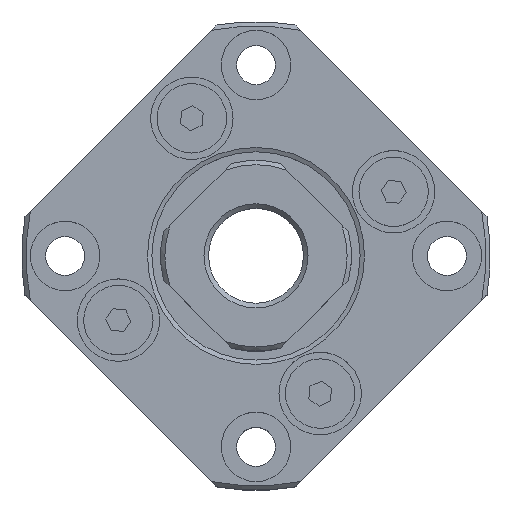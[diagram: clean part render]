
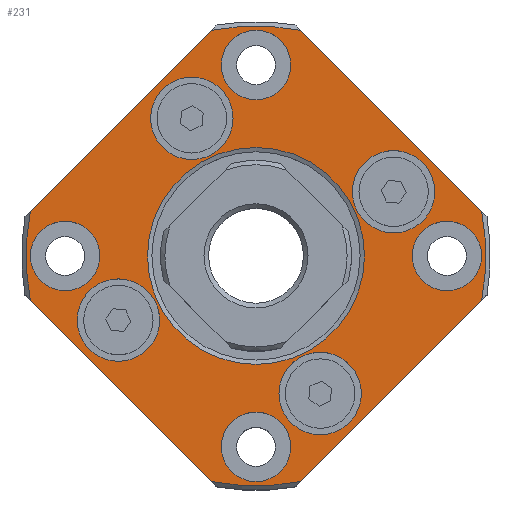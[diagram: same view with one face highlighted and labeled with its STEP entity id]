
A CAD part, top view. The second image highlights one B-rep face of the part: STEP entity #231.
In plain terms, the highlighted face is planar.
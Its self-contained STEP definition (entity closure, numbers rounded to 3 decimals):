
#231 = ADVANCED_FACE( '', ( #486, #487, #488, #489, #490, #491, #492, #493, #494, #495 ), #496, .F. );
#486 = FACE_OUTER_BOUND( '', #861, .T. );
#487 = FACE_BOUND( '', #862, .T. );
#488 = FACE_BOUND( '', #863, .T. );
#489 = FACE_BOUND( '', #864, .T. );
#490 = FACE_BOUND( '', #865, .T. );
#491 = FACE_BOUND( '', #866, .T. );
#492 = FACE_BOUND( '', #867, .T. );
#493 = FACE_BOUND( '', #868, .T. );
#494 = FACE_BOUND( '', #869, .T. );
#495 = FACE_BOUND( '', #870, .T. );
#496 = PLANE( '', #871 );
#861 = EDGE_LOOP( '', ( #1459, #1460, #1461, #1462, #1463, #1464, #1465, #1466 ) );
#862 = EDGE_LOOP( '', ( #1467 ) );
#863 = EDGE_LOOP( '', ( #1468 ) );
#864 = EDGE_LOOP( '', ( #1469 ) );
#865 = EDGE_LOOP( '', ( #1470 ) );
#866 = EDGE_LOOP( '', ( #1471 ) );
#867 = EDGE_LOOP( '', ( #1472 ) );
#868 = EDGE_LOOP( '', ( #1473 ) );
#869 = EDGE_LOOP( '', ( #1474 ) );
#870 = EDGE_LOOP( '', ( #1475 ) );
#871 = AXIS2_PLACEMENT_3D( '', #1476, #1477, #1478 );
#1459 = ORIENTED_EDGE( '', *, *, #2262, .F. );
#1460 = ORIENTED_EDGE( '', *, *, #2263, .F. );
#1461 = ORIENTED_EDGE( '', *, *, #2264, .F. );
#1462 = ORIENTED_EDGE( '', *, *, #2265, .F. );
#1463 = ORIENTED_EDGE( '', *, *, #2266, .F. );
#1464 = ORIENTED_EDGE( '', *, *, #2267, .F. );
#1465 = ORIENTED_EDGE( '', *, *, #2141, .F. );
#1466 = ORIENTED_EDGE( '', *, *, #2268, .F. );
#1467 = ORIENTED_EDGE( '', *, *, #2231, .F. );
#1468 = ORIENTED_EDGE( '', *, *, #2209, .T. );
#1469 = ORIENTED_EDGE( '', *, *, #2211, .T. );
#1470 = ORIENTED_EDGE( '', *, *, #2213, .T. );
#1471 = ORIENTED_EDGE( '', *, *, #2215, .T. );
#1472 = ORIENTED_EDGE( '', *, *, #2219, .T. );
#1473 = ORIENTED_EDGE( '', *, *, #2223, .T. );
#1474 = ORIENTED_EDGE( '', *, *, #2227, .T. );
#1475 = ORIENTED_EDGE( '', *, *, #2243, .T. );
#1476 = CARTESIAN_POINT( '', ( -10., 12., 0. ) );
#1477 = DIRECTION( '', ( 1., 0., 0. ) );
#1478 = DIRECTION( '', ( 0., 0., -1. ) );
#2141 = EDGE_CURVE( '', #2469, #2472, #2473, .T. );
#2209 = EDGE_CURVE( '', #2603, #2603, #2604, .T. );
#2211 = EDGE_CURVE( '', #2607, #2607, #2608, .T. );
#2213 = EDGE_CURVE( '', #2611, #2611, #2612, .T. );
#2215 = EDGE_CURVE( '', #2615, #2615, #2616, .T. );
#2219 = EDGE_CURVE( '', #2623, #2623, #2624, .T. );
#2223 = EDGE_CURVE( '', #2631, #2631, #2632, .T. );
#2227 = EDGE_CURVE( '', #2639, #2639, #2640, .T. );
#2231 = EDGE_CURVE( '', #2647, #2647, #2648, .F. );
#2243 = EDGE_CURVE( '', #2671, #2671, #2672, .T. );
#2262 = EDGE_CURVE( '', #2702, #2703, #2704, .T. );
#2263 = EDGE_CURVE( '', #2705, #2702, #2706, .T. );
#2264 = EDGE_CURVE( '', #2707, #2705, #2708, .T. );
#2265 = EDGE_CURVE( '', #2709, #2707, #2710, .T. );
#2266 = EDGE_CURVE( '', #2711, #2709, #2712, .T. );
#2267 = EDGE_CURVE( '', #2472, #2711, #2713, .T. );
#2268 = EDGE_CURVE( '', #2703, #2469, #2714, .T. );
#2469 = VERTEX_POINT( '', #3031 );
#2472 = VERTEX_POINT( '', #3037 );
#2473 = CIRCLE( '', #3038, 26.5 );
#2603 = VERTEX_POINT( '', #3233 );
#2604 = CIRCLE( '', #3234, 4.75 );
#2607 = VERTEX_POINT( '', #3237 );
#2608 = CIRCLE( '', #3238, 4.75 );
#2611 = VERTEX_POINT( '', #3241 );
#2612 = CIRCLE( '', #3242, 4.75 );
#2615 = VERTEX_POINT( '', #3245 );
#2616 = CIRCLE( '', #3246, 4.75 );
#2623 = VERTEX_POINT( '', #3253 );
#2624 = CIRCLE( '', #3254, 4. );
#2631 = VERTEX_POINT( '', #3261 );
#2632 = CIRCLE( '', #3262, 4. );
#2639 = VERTEX_POINT( '', #3269 );
#2640 = CIRCLE( '', #3270, 4. );
#2647 = VERTEX_POINT( '', #3277 );
#2648 = CIRCLE( '', #3278, 4. );
#2671 = VERTEX_POINT( '', #3301 );
#2672 = CIRCLE( '', #3302, 12.5 );
#2702 = VERTEX_POINT( '', #3396 );
#2703 = VERTEX_POINT( '', #3397 );
#2704 = CIRCLE( '', #3398, 26.5 );
#2705 = VERTEX_POINT( '', #3399 );
#2706 = LINE( '', #3400, #3401 );
#2707 = VERTEX_POINT( '', #3402 );
#2708 = CIRCLE( '', #3403, 26.5 );
#2709 = VERTEX_POINT( '', #3404 );
#2710 = LINE( '', #3405, #3406 );
#2711 = VERTEX_POINT( '', #3407 );
#2712 = CIRCLE( '', #3408, 26.5 );
#2713 = LINE( '', #3409, #3410 );
#2714 = LINE( '', #3411, #3412 );
#3031 = CARTESIAN_POINT( '', ( -10., 5.11, 26.003 ) );
#3037 = CARTESIAN_POINT( '', ( -10., -5.11, 26.003 ) );
#3038 = AXIS2_PLACEMENT_3D( '', #3772, #3773, #3774 );
#3233 = CARTESIAN_POINT( '', ( -10., -15.86, 2.646 ) );
#3234 = AXIS2_PLACEMENT_3D( '', #3873, #3874, #3875 );
#3237 = CARTESIAN_POINT( '', ( -10., 7.396, 11.11 ) );
#3238 = AXIS2_PLACEMENT_3D( '', #3879, #3880, #3881 );
#3241 = CARTESIAN_POINT( '', ( -10., -7.396, -20.61 ) );
#3242 = AXIS2_PLACEMENT_3D( '', #3885, #3886, #3887 );
#3245 = CARTESIAN_POINT( '', ( -10., 15.86, -12.146 ) );
#3246 = AXIS2_PLACEMENT_3D( '', #3891, #3892, #3893 );
#3253 = CARTESIAN_POINT( '', ( -10., 0., -26. ) );
#3254 = AXIS2_PLACEMENT_3D( '', #3903, #3904, #3905 );
#3261 = CARTESIAN_POINT( '', ( -10., -22., -4. ) );
#3262 = AXIS2_PLACEMENT_3D( '', #3915, #3916, #3917 );
#3269 = CARTESIAN_POINT( '', ( -10., 0., 18. ) );
#3270 = AXIS2_PLACEMENT_3D( '', #3927, #3928, #3929 );
#3277 = CARTESIAN_POINT( '', ( -10., 22., -4. ) );
#3278 = AXIS2_PLACEMENT_3D( '', #3939, #3940, #3941 );
#3301 = CARTESIAN_POINT( '', ( -10., 0., -12.5 ) );
#3302 = AXIS2_PLACEMENT_3D( '', #3975, #3976, #3977 );
#3396 = CARTESIAN_POINT( '', ( -10., 26.003, -5.11 ) );
#3397 = CARTESIAN_POINT( '', ( -10., 26.003, 5.11 ) );
#3398 = AXIS2_PLACEMENT_3D( '', #4002, #4003, #4004 );
#3399 = CARTESIAN_POINT( '', ( -10., 5.11, -26.003 ) );
#3400 = CARTESIAN_POINT( '', ( -10., 0., -31.113 ) );
#3401 = VECTOR( '', #4005, 1000. );
#3402 = CARTESIAN_POINT( '', ( -10., -5.11, -26.003 ) );
#3403 = AXIS2_PLACEMENT_3D( '', #4006, #4007, #4008 );
#3404 = CARTESIAN_POINT( '', ( -10., -26.003, -5.11 ) );
#3405 = CARTESIAN_POINT( '', ( -10., -31.113, 0. ) );
#3406 = VECTOR( '', #4009, 1000. );
#3407 = CARTESIAN_POINT( '', ( -10., -26.003, 5.11 ) );
#3408 = AXIS2_PLACEMENT_3D( '', #4010, #4011, #4012 );
#3409 = CARTESIAN_POINT( '', ( -10., 0., 31.113 ) );
#3410 = VECTOR( '', #4013, 1000. );
#3411 = CARTESIAN_POINT( '', ( -10., 31.113, 0. ) );
#3412 = VECTOR( '', #4014, 1000. );
#3772 = CARTESIAN_POINT( '', ( -10., 0., 0. ) );
#3773 = DIRECTION( '', ( 1., 0., 0. ) );
#3774 = DIRECTION( '', ( 0., 0., -1. ) );
#3873 = CARTESIAN_POINT( '', ( -10., -15.86, 7.396 ) );
#3874 = DIRECTION( '', ( 1., 0., 0. ) );
#3875 = DIRECTION( '', ( 0., 0., -1. ) );
#3879 = CARTESIAN_POINT( '', ( -10., 7.396, 15.86 ) );
#3880 = DIRECTION( '', ( 1., 0., 0. ) );
#3881 = DIRECTION( '', ( 0., 0., -1. ) );
#3885 = CARTESIAN_POINT( '', ( -10., -7.396, -15.86 ) );
#3886 = DIRECTION( '', ( 1., 0., 0. ) );
#3887 = DIRECTION( '', ( 0., 0., -1. ) );
#3891 = CARTESIAN_POINT( '', ( -10., 15.86, -7.396 ) );
#3892 = DIRECTION( '', ( 1., 0., 0. ) );
#3893 = DIRECTION( '', ( 0., 0., -1. ) );
#3903 = CARTESIAN_POINT( '', ( -10., 0., -22. ) );
#3904 = DIRECTION( '', ( 1., 0., 0. ) );
#3905 = DIRECTION( '', ( 0., 0., -1. ) );
#3915 = CARTESIAN_POINT( '', ( -10., -22., 0. ) );
#3916 = DIRECTION( '', ( 1., 0., 0. ) );
#3917 = DIRECTION( '', ( 0., 0., -1. ) );
#3927 = CARTESIAN_POINT( '', ( -10., 0., 22. ) );
#3928 = DIRECTION( '', ( 1., 0., 0. ) );
#3929 = DIRECTION( '', ( 0., 0., -1. ) );
#3939 = CARTESIAN_POINT( '', ( -10., 22., 0. ) );
#3940 = DIRECTION( '', ( 1., 0., 0. ) );
#3941 = DIRECTION( '', ( 0., 0., -1. ) );
#3975 = CARTESIAN_POINT( '', ( -10., 0., 0. ) );
#3976 = DIRECTION( '', ( 1., 0., 0. ) );
#3977 = DIRECTION( '', ( 0., 0., -1. ) );
#4002 = CARTESIAN_POINT( '', ( -10., 0., 0. ) );
#4003 = DIRECTION( '', ( 1., 0., 0. ) );
#4004 = DIRECTION( '', ( 0., 0., -1. ) );
#4005 = DIRECTION( '', ( 0., 0.707, 0.707 ) );
#4006 = CARTESIAN_POINT( '', ( -10., 0., 0. ) );
#4007 = DIRECTION( '', ( 1., 0., 0. ) );
#4008 = DIRECTION( '', ( 0., 0., -1. ) );
#4009 = DIRECTION( '', ( 0., 0.707, -0.707 ) );
#4010 = CARTESIAN_POINT( '', ( -10., 0., 0. ) );
#4011 = DIRECTION( '', ( 1., 0., 0. ) );
#4012 = DIRECTION( '', ( 0., 0., -1. ) );
#4013 = DIRECTION( '', ( 0., -0.707, -0.707 ) );
#4014 = DIRECTION( '', ( 0., -0.707, 0.707 ) );
